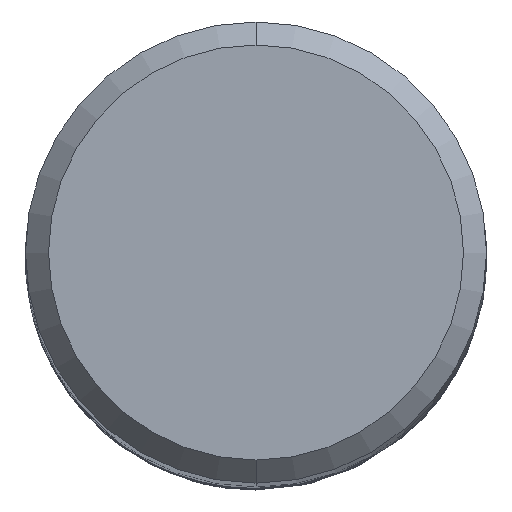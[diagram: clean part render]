
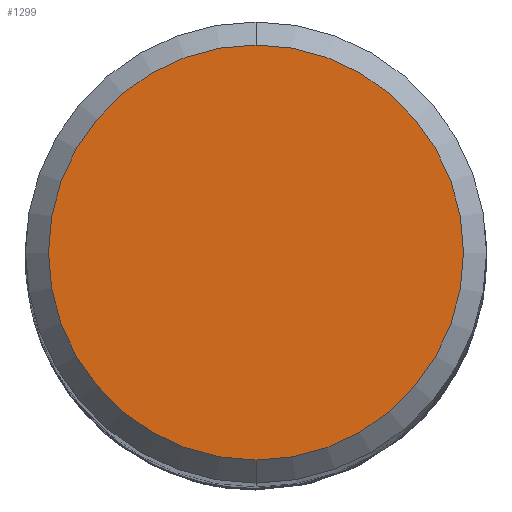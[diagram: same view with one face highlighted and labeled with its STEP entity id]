
A CAD part, top view. The second image highlights one B-rep face of the part: STEP entity #1299.
In plain terms, the highlighted planar face has unit normal (0, 0, 1).
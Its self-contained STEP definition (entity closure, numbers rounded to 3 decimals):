
#1265=VERTEX_POINT('',#3477);
#1299=ADVANCED_FACE('',(#3512),#3513,.T.);
#1479=EDGE_CURVE('',#2915,#1265,#3711,.T.);
#2915=VERTEX_POINT('',#5268);
#3121=EDGE_CURVE('',#1265,#2915,#5492,.T.);
#3477=CARTESIAN_POINT('',(0.0,3.6,0.0));
#3512=FACE_OUTER_BOUND('',#7325,.T.);
#3513=PLANE('',#7326);
#3711=CIRCLE('',#9204,3.6);
#5268=CARTESIAN_POINT('',(0.,-3.6,0.0));
#5492=CIRCLE('',#25499,3.6);
#7325=EDGE_LOOP('',(#28036,#28037));
#7326=AXIS2_PLACEMENT_3D('',#28038,#28039,#28040);
#9204=AXIS2_PLACEMENT_3D('',#28237,#28238,#28239);
#25499=AXIS2_PLACEMENT_3D('',#30147,#30148,#30149);
#28036=ORIENTED_EDGE('',*,*,#3121,.F.);
#28037=ORIENTED_EDGE('',*,*,#1479,.F.);
#28038=CARTESIAN_POINT('',(0.0,1.8,0.0));
#28039=DIRECTION('',(-0.0,0.0,1.0));
#28040=DIRECTION('',(0.0,-1.0,0.0));
#28237=CARTESIAN_POINT('',(0.0,0.0,0.0));
#28238=DIRECTION('',(0.0,0.0,-1.0));
#28239=DIRECTION('',(0.0,1.0,0.0));
#30147=CARTESIAN_POINT('',(0.0,0.0,0.0));
#30148=DIRECTION('',(0.0,0.0,-1.0));
#30149=DIRECTION('',(0.0,1.0,0.0));
